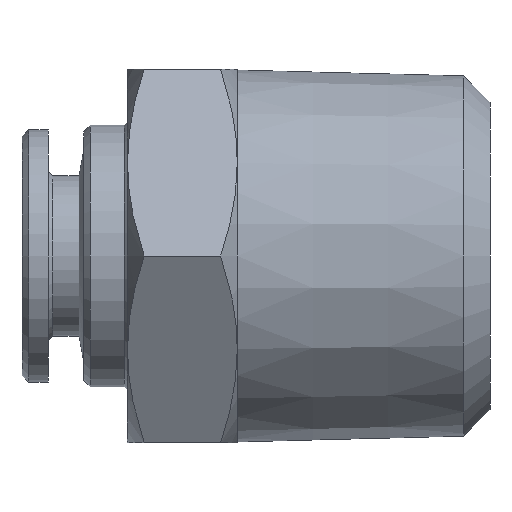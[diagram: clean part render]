
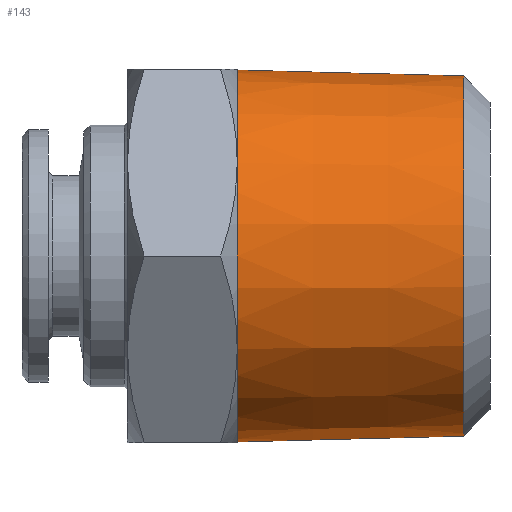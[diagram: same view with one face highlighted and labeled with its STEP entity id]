
A CAD part, left-side view. The second image highlights one B-rep face of the part: STEP entity #143.
In plain terms, the highlighted conical face has half-angle 1.47 degrees and reference radius 8.462 mm.
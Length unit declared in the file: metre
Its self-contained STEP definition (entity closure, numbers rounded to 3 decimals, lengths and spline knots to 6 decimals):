
#143 = ADVANCED_FACE( 'NONE', ( #315, #316 ), #317, .T. );
#315 = FACE_OUTER_BOUND( '', #514, .T. );
#316 = FACE_BOUND( '', #515, .T. );
#317 = CONICAL_SURFACE( '', #516, 0.008462, 0.026 );
#514 = EDGE_LOOP( '', ( #870 ) );
#515 = EDGE_LOOP( '', ( #871 ) );
#516 = AXIS2_PLACEMENT_3D( '', #872, #873, #874 );
#870 = ORIENTED_EDGE( '', *, *, #1195, .T. );
#871 = ORIENTED_EDGE( '', *, *, #1196, .F. );
#872 = CARTESIAN_POINT( '', ( 0., 0.0115, 0. ) );
#873 = DIRECTION( '', ( 0., 1., 0. ) );
#874 = DIRECTION( '', ( 0., 0., 1. ) );
#1195 = EDGE_CURVE( 'NONE', #1441, #1441, #1442, .T. );
#1196 = EDGE_CURVE( 'NONE', #1443, #1443, #1444, .T. );
#1441 = VERTEX_POINT( '', #1983 );
#1442 = CIRCLE( '', #1984, 0.008462 );
#1443 = VERTEX_POINT( '', #1985 );
#1444 = CIRCLE( '', #1986, 0.008198 );
#1983 = CARTESIAN_POINT( '', ( 0., 0.0115, -0.008462 ) );
#1984 = AXIS2_PLACEMENT_3D( '', #2217, #2218, #2219 );
#1985 = CARTESIAN_POINT( '', ( 0., 0.0012, -0.008198 ) );
#1986 = AXIS2_PLACEMENT_3D( '', #2220, #2221, #2222 );
#2217 = CARTESIAN_POINT( '', ( 0., 0.0115, 0. ) );
#2218 = DIRECTION( '', ( 0., -1., 0. ) );
#2219 = DIRECTION( '', ( 0., 0., -1. ) );
#2220 = CARTESIAN_POINT( '', ( 0., 0.0012, 0. ) );
#2221 = DIRECTION( '', ( 0., -1., 0. ) );
#2222 = DIRECTION( '', ( 0., 0., -1. ) );
